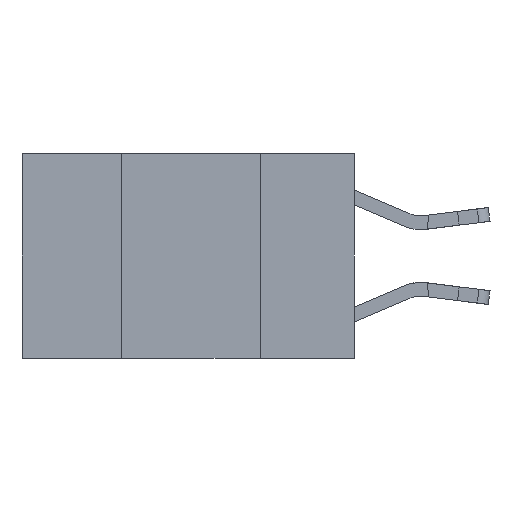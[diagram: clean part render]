
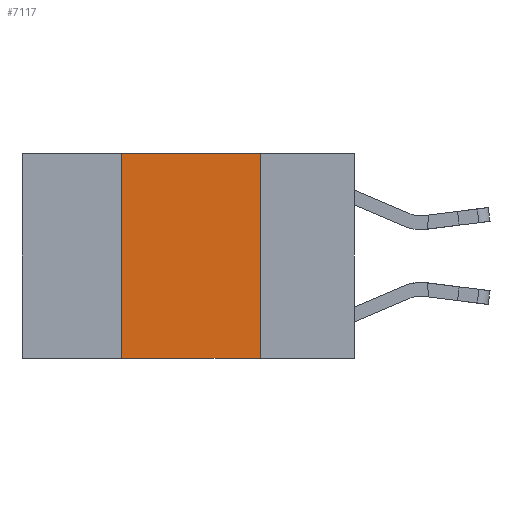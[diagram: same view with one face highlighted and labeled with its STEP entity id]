
A CAD part, left-side view. The second image highlights one B-rep face of the part: STEP entity #7117.
In plain terms, the highlighted planar face has unit normal (-1, 0, 0).
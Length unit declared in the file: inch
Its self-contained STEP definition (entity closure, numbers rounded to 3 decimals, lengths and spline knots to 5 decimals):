
#621 = DIRECTION ( 'NONE',  ( 0., 0., -1. ) ) ;
#823 = DIRECTION ( 'NONE',  ( 0., -1., 0. ) ) ;
#1496 = VECTOR ( 'NONE', #621, 39.37008 ) ;
#2258 = EDGE_LOOP ( 'NONE', ( #4917, #23337, #18229, #6486 ) ) ;
#4917 = ORIENTED_EDGE ( 'NONE', *, *, #16965, .F. ) ;
#5154 = EDGE_CURVE ( 'NONE', #9242, #11261, #9527, .T. ) ;
#6486 = ORIENTED_EDGE ( 'NONE', *, *, #14376, .T. ) ;
#6775 = CARTESIAN_POINT ( 'NONE',  ( 0., 0.42, -0.37 ) ) ;
#6882 = LINE ( 'NONE', #22176, #11678 ) ;
#7117 = ADVANCED_FACE ( 'NONE', ( #22611 ), #13213, .F. ) ;
#8101 = EDGE_CURVE ( 'NONE', #17568, #9242, #6882, .T. ) ;
#8212 = LINE ( 'NONE', #8331, #1496 ) ;
#8331 = CARTESIAN_POINT ( 'NONE',  ( 0., 0.17, 0. ) ) ;
#9242 = VERTEX_POINT ( 'NONE', #12330 ) ;
#9527 = LINE ( 'NONE', #18542, #19227 ) ;
#9877 = LINE ( 'NONE', #19149, #12175 ) ;
#11261 = VERTEX_POINT ( 'NONE', #17684 ) ;
#11678 = VECTOR ( 'NONE', #22297, 39.37008 ) ;
#12175 = VECTOR ( 'NONE', #823, 39.37008 ) ;
#12330 = CARTESIAN_POINT ( 'NONE',  ( 0., 0.42, 0. ) ) ;
#12834 = DIRECTION ( 'NONE',  ( 0., -1., 0. ) ) ;
#13213 = PLANE ( 'NONE',  #14408 ) ;
#14376 = EDGE_CURVE ( 'NONE', #17568, #16480, #9877, .T. ) ;
#14408 = AXIS2_PLACEMENT_3D ( 'NONE', #20264, #18430, #16947 ) ;
#16480 = VERTEX_POINT ( 'NONE', #23294 ) ;
#16947 = DIRECTION ( 'NONE',  ( 0., 0., -1. ) ) ;
#16965 = EDGE_CURVE ( 'NONE', #11261, #16480, #8212, .T. ) ;
#17568 = VERTEX_POINT ( 'NONE', #6775 ) ;
#17684 = CARTESIAN_POINT ( 'NONE',  ( 0., 0.17, 0. ) ) ;
#18229 = ORIENTED_EDGE ( 'NONE', *, *, #8101, .F. ) ;
#18430 = DIRECTION ( 'NONE',  ( 1., 0., 0. ) ) ;
#18542 = CARTESIAN_POINT ( 'NONE',  ( 0., 0.6, 0. ) ) ;
#19149 = CARTESIAN_POINT ( 'NONE',  ( 0., 0.6, -0.37 ) ) ;
#19227 = VECTOR ( 'NONE', #12834, 39.37008 ) ;
#20264 = CARTESIAN_POINT ( 'NONE',  ( 0., 0.6, 0. ) ) ;
#22176 = CARTESIAN_POINT ( 'NONE',  ( 0., 0.42, 0. ) ) ;
#22297 = DIRECTION ( 'NONE',  ( 0., 0., 1. ) ) ;
#22611 = FACE_OUTER_BOUND ( 'NONE', #2258, .T. ) ;
#23294 = CARTESIAN_POINT ( 'NONE',  ( 0., 0.17, -0.37 ) ) ;
#23337 = ORIENTED_EDGE ( 'NONE', *, *, #5154, .F. ) ;
